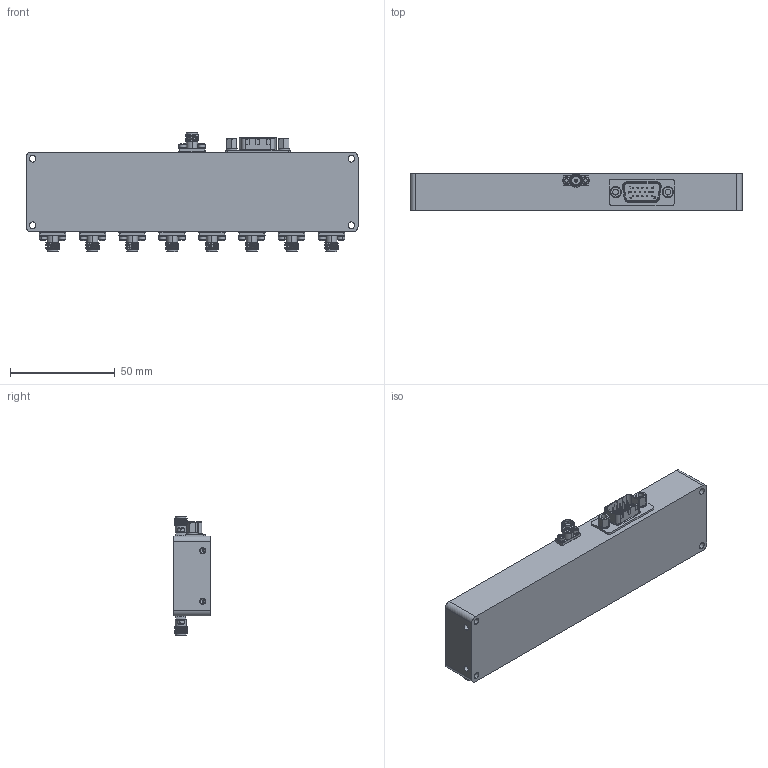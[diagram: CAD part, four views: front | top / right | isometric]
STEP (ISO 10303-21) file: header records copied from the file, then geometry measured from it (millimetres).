
FILE_DESCRIPTION (( 'STEP AP214' ), '1' );
FILE_NAME ('P8T-812-80-515-T-RT-SFF-DIFF.STEP', '2024-11-04T20:00:32', ( '' ), ( '' ), 'SwSTEP 2.0', 'SolidWorks 2024', '' );
FILE_SCHEMA (( 'AUTOMOTIVE_DESIGN' ));
Length unit declared in the file: inch
Products named in the file (1): P8T-812-80-515-T-RT-SFF-DIFF
Bounding box: 158.75 x 17.93 x 57.15 mm (x, y, z)
Surface area: 39094.9 mm2 (no closed solid volume)
Topology: 0 solids, 70 shells, 2750 faces, 7452 edges, 5071 vertices
Faces by surface type: plane 1093, cylinder 833, torus 378, cone 202, bspline 136, sphere 108
Entity records: 140497 total; most frequent: CARTESIAN_POINT 39196, ORIENTED_EDGE 14664, DIRECTION 12781, EDGE_CURVE 7332, AXIS2_PLACEMENT_3D 5218, VERTEX_POINT 5071, EDGE_LOOP 3147, FACE_OUTER_BOUND 2750
